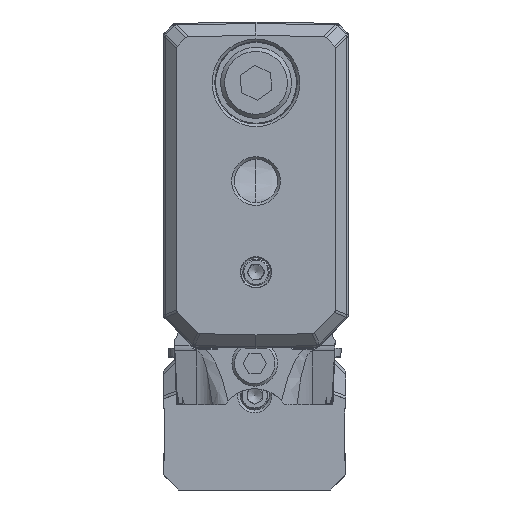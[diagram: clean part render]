
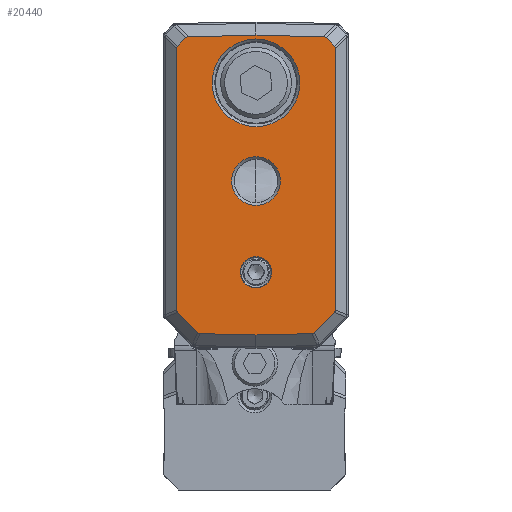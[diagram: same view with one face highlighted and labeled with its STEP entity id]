
A CAD part, front view. The second image highlights one B-rep face of the part: STEP entity #20440.
In plain terms, the highlighted planar face has unit normal (0, -1, 0).
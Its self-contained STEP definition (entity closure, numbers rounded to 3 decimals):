
#14422=FACE_BOUND('',#33104,.T.);
#14423=FACE_BOUND('',#33105,.T.);
#14424=FACE_BOUND('',#33106,.T.);
#14425=FACE_BOUND('',#33107,.T.);
#17609=PLANE('',#110734);
#20440=ADVANCED_FACE('',(#14422,#14423,#14424,#14425),#17609,.T.);
#33104=EDGE_LOOP('',(#56334,#56335,#56336,#56337,#56338,#56339,#56340,#56341,
#56342,#56343,#56344,#56345,#56346,#56347,#56348,#56349,#56350,#56351));
#33105=EDGE_LOOP('',(#56352));
#33106=EDGE_LOOP('',(#56353));
#33107=EDGE_LOOP('',(#56354));
#39267=LINE('',#147370,#47293);
#39268=LINE('',#147372,#47294);
#39269=LINE('',#147374,#47295);
#39270=LINE('',#147376,#47296);
#39271=LINE('',#147382,#47297);
#39273=LINE('',#147386,#47299);
#39274=LINE('',#147388,#47300);
#39276=LINE('',#147392,#47302);
#39280=LINE('',#147427,#47306);
#39281=LINE('',#147428,#47307);
#47293=VECTOR('',#119539,1.);
#47294=VECTOR('',#119542,1.);
#47295=VECTOR('',#119545,1.);
#47296=VECTOR('',#119548,1.);
#47297=VECTOR('',#119557,1.);
#47299=VECTOR('',#119561,1.);
#47300=VECTOR('',#119564,1.);
#47302=VECTOR('',#119568,1.);
#47306=VECTOR('',#119608,1.);
#47307=VECTOR('',#119609,1.);
#56334=ORIENTED_EDGE('',*,*,#91616,.T.);
#56335=ORIENTED_EDGE('',*,*,#91510,.T.);
#56336=ORIENTED_EDGE('',*,*,#91611,.T.);
#56337=ORIENTED_EDGE('',*,*,#91507,.T.);
#56338=ORIENTED_EDGE('',*,*,#91619,.T.);
#56339=ORIENTED_EDGE('',*,*,#91633,.T.);
#56340=ORIENTED_EDGE('',*,*,#91489,.T.);
#56341=ORIENTED_EDGE('',*,*,#91612,.T.);
#56342=ORIENTED_EDGE('',*,*,#91492,.T.);
#56343=ORIENTED_EDGE('',*,*,#91617,.T.);
#56344=ORIENTED_EDGE('',*,*,#91495,.T.);
#56345=ORIENTED_EDGE('',*,*,#91610,.T.);
#56346=ORIENTED_EDGE('',*,*,#91498,.T.);
#56347=ORIENTED_EDGE('',*,*,#91634,.T.);
#56348=ORIENTED_EDGE('',*,*,#91614,.T.);
#56349=ORIENTED_EDGE('',*,*,#91501,.T.);
#56350=ORIENTED_EDGE('',*,*,#91609,.T.);
#56351=ORIENTED_EDGE('',*,*,#91504,.T.);
#56352=ORIENTED_EDGE('',*,*,#91010,.T.);
#56353=ORIENTED_EDGE('',*,*,#91012,.T.);
#56354=ORIENTED_EDGE('',*,*,#91006,.T.);
#82512=VERTEX_POINT('',#143099);
#82516=VERTEX_POINT('',#143135);
#82518=VERTEX_POINT('',#143140);
#82839=VERTEX_POINT('',#146981);
#82840=VERTEX_POINT('',#146983);
#82841=VERTEX_POINT('',#146987);
#82842=VERTEX_POINT('',#146989);
#82843=VERTEX_POINT('',#146993);
#82844=VERTEX_POINT('',#146995);
#82845=VERTEX_POINT('',#146999);
#82846=VERTEX_POINT('',#147001);
#82847=VERTEX_POINT('',#147005);
#82848=VERTEX_POINT('',#147007);
#82849=VERTEX_POINT('',#147011);
#82850=VERTEX_POINT('',#147013);
#82851=VERTEX_POINT('',#147017);
#82852=VERTEX_POINT('',#147019);
#82853=VERTEX_POINT('',#147023);
#82854=VERTEX_POINT('',#147025);
#82906=VERTEX_POINT('',#147383);
#82907=VERTEX_POINT('',#147391);
#91006=EDGE_CURVE('',#82512,#82512,#105346,.T.);
#91010=EDGE_CURVE('',#82516,#82516,#105348,.T.);
#91012=EDGE_CURVE('',#82518,#82518,#105350,.T.);
#91489=EDGE_CURVE('',#82839,#82840,#104581,.T.);
#91492=EDGE_CURVE('',#82841,#82842,#104582,.T.);
#91495=EDGE_CURVE('',#82843,#82844,#104583,.T.);
#91498=EDGE_CURVE('',#82845,#82846,#104584,.T.);
#91501=EDGE_CURVE('',#82847,#82848,#104585,.T.);
#91504=EDGE_CURVE('',#82849,#82850,#104586,.T.);
#91507=EDGE_CURVE('',#82851,#82852,#104587,.T.);
#91510=EDGE_CURVE('',#82853,#82854,#104588,.T.);
#91609=EDGE_CURVE('',#82848,#82849,#39267,.T.);
#91610=EDGE_CURVE('',#82844,#82845,#39268,.T.);
#91611=EDGE_CURVE('',#82854,#82851,#39269,.T.);
#91612=EDGE_CURVE('',#82840,#82841,#39270,.T.);
#91614=EDGE_CURVE('',#82906,#82847,#39271,.T.);
#91616=EDGE_CURVE('',#82850,#82853,#39273,.T.);
#91617=EDGE_CURVE('',#82842,#82843,#39274,.T.);
#91619=EDGE_CURVE('',#82852,#82907,#39276,.T.);
#91633=EDGE_CURVE('',#82907,#82839,#39280,.T.);
#91634=EDGE_CURVE('',#82846,#82906,#39281,.T.);
#104581=ELLIPSE('',#110624,0.859,0.5);
#104582=ELLIPSE('',#110626,0.859,0.5);
#104583=ELLIPSE('',#110628,0.736,0.5);
#104584=ELLIPSE('',#110630,0.735,0.5);
#104585=ELLIPSE('',#110632,0.735,0.5);
#104586=ELLIPSE('',#110634,0.736,0.5);
#104587=ELLIPSE('',#110636,0.859,0.5);
#104588=ELLIPSE('',#110638,0.859,0.5);
#105346=CIRCLE('',#110356,2.4);
#105348=CIRCLE('',#110360,1.55);
#105350=CIRCLE('',#110363,4.323);
#110356=AXIS2_PLACEMENT_3D('',#143098,#118582,#118583);
#110360=AXIS2_PLACEMENT_3D('',#143134,#118590,#118591);
#110363=AXIS2_PLACEMENT_3D('',#143139,#118596,#118597);
#110624=AXIS2_PLACEMENT_3D('',#146984,#119315,#119316);
#110626=AXIS2_PLACEMENT_3D('',#146990,#119321,#119322);
#110628=AXIS2_PLACEMENT_3D('',#146996,#119327,#119328);
#110630=AXIS2_PLACEMENT_3D('',#147002,#119333,#119334);
#110632=AXIS2_PLACEMENT_3D('',#147008,#119339,#119340);
#110634=AXIS2_PLACEMENT_3D('',#147014,#119345,#119346);
#110636=AXIS2_PLACEMENT_3D('',#147020,#119351,#119352);
#110638=AXIS2_PLACEMENT_3D('',#147026,#119357,#119358);
#110734=AXIS2_PLACEMENT_3D('',#147429,#119610,#119611);
#118582=DIRECTION('',(0.,1.,0.));
#118583=DIRECTION('',(0.,0.,-1.));
#118590=DIRECTION('',(0.,1.,0.));
#118591=DIRECTION('',(0.,0.,-1.));
#118596=DIRECTION('',(0.,1.,0.));
#118597=DIRECTION('',(0.,0.,-1.));
#119315=DIRECTION('',(0.,-1.,0.));
#119316=DIRECTION('',(0.716,0.,-0.698));
#119321=DIRECTION('',(0.,-1.,0.));
#119322=DIRECTION('',(0.716,0.,-0.698));
#119327=DIRECTION('',(0.,-1.,0.));
#119328=DIRECTION('',(-0.926,0.,-0.379));
#119333=DIRECTION('',(0.,-1.,0.));
#119334=DIRECTION('',(-0.398,0.,-0.917));
#119339=DIRECTION('',(0.,-1.,0.));
#119340=DIRECTION('',(-0.398,0.,0.917));
#119345=DIRECTION('',(0.,-1.,0.));
#119346=DIRECTION('',(-0.926,0.,0.379));
#119351=DIRECTION('',(0.,-1.,0.));
#119352=DIRECTION('',(0.716,0.,0.698));
#119357=DIRECTION('',(0.,-1.,0.));
#119358=DIRECTION('',(0.716,0.,0.698));
#119539=DIRECTION('',(0.701,0.,0.713));
#119542=DIRECTION('',(0.701,0.,-0.713));
#119545=DIRECTION('',(-0.698,0.,0.716));
#119548=DIRECTION('',(-0.698,0.,-0.716));
#119557=DIRECTION('',(1.,0.,0.025));
#119561=DIRECTION('',(0.,0.,1.));
#119564=DIRECTION('',(0.,0.,-1.));
#119568=DIRECTION('',(-1.,0.,0.025));
#119608=DIRECTION('',(-1.,0.,-0.025));
#119609=DIRECTION('',(1.,0.,-0.025));
#119610=DIRECTION('',(0.,-1.,0.));
#119611=DIRECTION('',(0.,0.,-1.));
#143098=CARTESIAN_POINT('',(0.125,-28.5,-15.7));
#143099=CARTESIAN_POINT('',(0.125,-28.5,-18.1));
#143134=CARTESIAN_POINT('',(0.125,-28.5,-24.7));
#143135=CARTESIAN_POINT('',(0.125,-28.5,-26.25));
#143139=CARTESIAN_POINT('',(0.125,-28.5,-6.));
#143140=CARTESIAN_POINT('',(0.125,-28.5,-10.323));
#146981=CARTESIAN_POINT('',(-6.564,-28.5,-1.465));
#146983=CARTESIAN_POINT('',(-6.816,-28.5,-1.564));
#146984=CARTESIAN_POINT('',(-6.201,-28.5,-2.163));
#146987=CARTESIAN_POINT('',(-7.608,-28.5,-2.375));
#146989=CARTESIAN_POINT('',(-7.7,-28.5,-2.63));
#146990=CARTESIAN_POINT('',(-6.993,-28.5,-2.975));
#146993=CARTESIAN_POINT('',(-7.7,-28.5,-28.416));
#146995=CARTESIAN_POINT('',(-7.599,-28.5,-28.664));
#146996=CARTESIAN_POINT('',(-6.993,-28.5,-28.272));
#146999=CARTESIAN_POINT('',(-5.639,-28.5,-30.658));
#147001=CARTESIAN_POINT('',(-5.396,-28.5,-30.764));
#147002=CARTESIAN_POINT('',(-5.235,-28.5,-30.06));
#147005=CARTESIAN_POINT('',(5.646,-28.5,-30.764));
#147007=CARTESIAN_POINT('',(5.889,-28.5,-30.658));
#147008=CARTESIAN_POINT('',(5.485,-28.5,-30.06));
#147011=CARTESIAN_POINT('',(7.849,-28.5,-28.664));
#147013=CARTESIAN_POINT('',(7.95,-28.5,-28.416));
#147014=CARTESIAN_POINT('',(7.243,-28.5,-28.272));
#147017=CARTESIAN_POINT('',(7.066,-28.5,-1.564));
#147019=CARTESIAN_POINT('',(6.814,-28.5,-1.465));
#147020=CARTESIAN_POINT('',(6.451,-28.5,-2.163));
#147023=CARTESIAN_POINT('',(7.95,-28.5,-2.63));
#147025=CARTESIAN_POINT('',(7.858,-28.5,-2.375));
#147026=CARTESIAN_POINT('',(7.243,-28.5,-2.975));
#147370=CARTESIAN_POINT('',(-2.196,-28.5,-38.886));
#147372=CARTESIAN_POINT('',(-6.519,-28.5,-29.762));
#147374=CARTESIAN_POINT('',(14.544,-28.5,-9.227));
#147376=CARTESIAN_POINT('',(-23.195,-28.5,-18.349));
#147382=CARTESIAN_POINT('',(-9.027,-28.5,-31.126));
#147383=CARTESIAN_POINT('',(0.125,-28.5,-30.9));
#147386=CARTESIAN_POINT('',(7.95,-28.5,-32.2));
#147388=CARTESIAN_POINT('',(-7.7,-28.5,-32.2));
#147391=CARTESIAN_POINT('',(0.125,-28.5,-1.3));
#147392=CARTESIAN_POINT('',(-8.232,-28.5,-1.094));
#147427=CARTESIAN_POINT('',(-9.757,-28.5,-1.544));
#147428=CARTESIAN_POINT('',(-8.962,-28.5,-30.676));
#147429=CARTESIAN_POINT('',(-9.,-28.5,-32.2));
